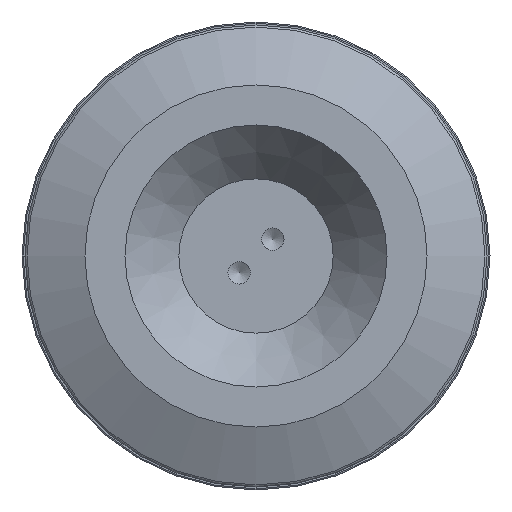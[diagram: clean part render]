
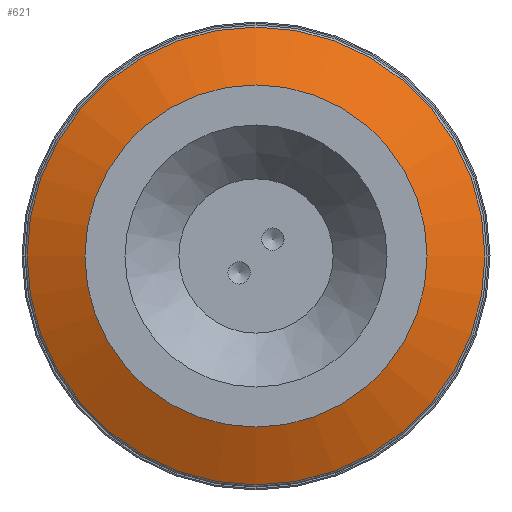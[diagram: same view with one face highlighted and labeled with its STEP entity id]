
A CAD part, left-side view. The second image highlights one B-rep face of the part: STEP entity #621.
In plain terms, the highlighted conical face has half-angle 65.556 degrees and reference radius 143.163 mm.
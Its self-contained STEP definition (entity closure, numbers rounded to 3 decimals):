
#621=ADVANCED_FACE('',(#1391,#1392),#1393,.T.);
#1391=FACE_BOUND('',#3278,.T.);
#1392=FACE_BOUND('',#3279,.T.);
#1393=CONICAL_SURFACE('',#3280,143.163,1.144);
#3278=EDGE_LOOP('',(#6110,#6111));
#3279=EDGE_LOOP('',(#6112,#6113));
#3280=AXIS2_PLACEMENT_3D('',#6114,#6115,#6116);
#6110=ORIENTED_EDGE('',*,*,#7185,.T.);
#6111=ORIENTED_EDGE('',*,*,#7184,.T.);
#6112=ORIENTED_EDGE('',*,*,#7461,.T.);
#6113=ORIENTED_EDGE('',*,*,#7460,.F.);
#6114=CARTESIAN_POINT('',(-0.562,0.,0.));
#6115=DIRECTION('',(1.0,0.,0.));
#6116=DIRECTION('',(0.,0.152,0.988));
#7184=EDGE_CURVE('',#8101,#8102,#8103,.T.);
#7185=EDGE_CURVE('',#8102,#8101,#8104,.T.);
#7460=EDGE_CURVE('',#8554,#8555,#8556,.T.);
#7461=EDGE_CURVE('',#8554,#8555,#8557,.T.);
#8101=VERTEX_POINT('',#9354);
#8102=VERTEX_POINT('',#9355);
#8103=CIRCLE('',#9356,144.4);
#8104=CIRCLE('',#9357,144.4);
#8554=VERTEX_POINT('',#9907);
#8555=VERTEX_POINT('',#9908);
#8556=CIRCLE('',#9909,193.241);
#8557=CIRCLE('',#9910,193.241);
#9354=CARTESIAN_POINT('',(0.,0.,-144.4));
#9355=CARTESIAN_POINT('',(0.0,0.0,144.4));
#9356=AXIS2_PLACEMENT_3D('',#10813,#10814,#10815);
#9357=AXIS2_PLACEMENT_3D('',#10816,#10817,#10818);
#9907=CARTESIAN_POINT('',(22.201,0.0,193.241));
#9908=CARTESIAN_POINT('',(22.201,0.,-193.241));
#9909=AXIS2_PLACEMENT_3D('',#11329,#11330,#11331);
#9910=AXIS2_PLACEMENT_3D('',#11332,#11333,#11334);
#10813=CARTESIAN_POINT('',(0.0,0.,0.0));
#10814=DIRECTION('',(1.0,-0.0,0.0));
#10815=DIRECTION('',(0.0,0.,-1.0));
#10816=CARTESIAN_POINT('',(0.0,0.,0.0));
#10817=DIRECTION('',(1.0,0.0,0.0));
#10818=DIRECTION('',(0.0,0.,1.0));
#11329=CARTESIAN_POINT('',(22.201,0.,0.));
#11330=DIRECTION('',(1.0,0.,0.));
#11331=DIRECTION('',(0.,0.,1.0));
#11332=CARTESIAN_POINT('',(22.201,0.,0.));
#11333=DIRECTION('',(-1.0,0.,0.));
#11334=DIRECTION('',(0.0,0.,1.0));
